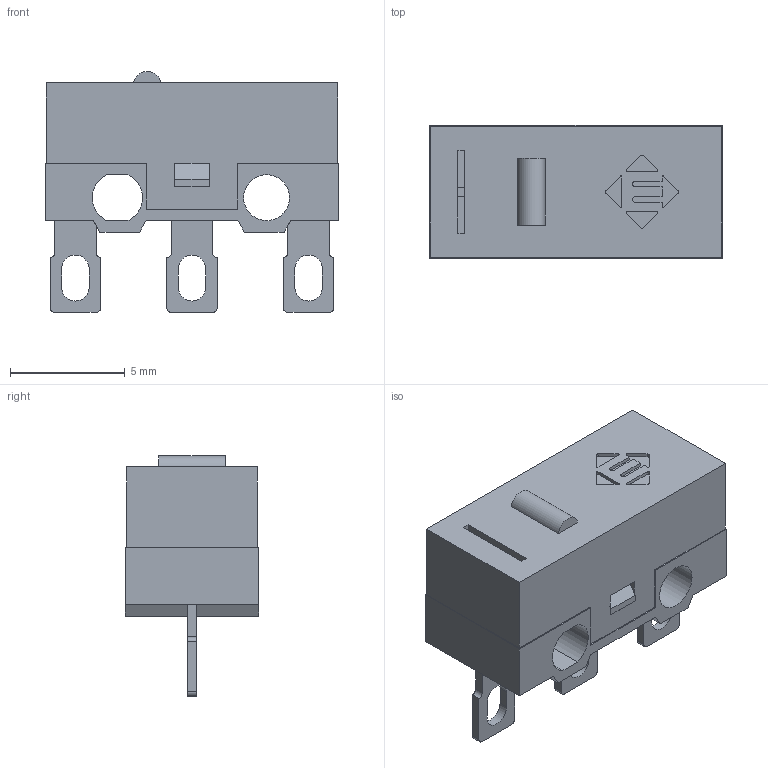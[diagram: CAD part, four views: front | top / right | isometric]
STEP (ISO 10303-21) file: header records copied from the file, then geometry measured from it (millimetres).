
FILE_DESCRIPTION((' '),'2;1');
FILE_NAME('SS075xx00FxxxS1A.stp','2017-07-26T09:15:16',(' '),(' '),' ','ACIS',' ');
FILE_SCHEMA(('CONFIG_CONTROL_DESIGN'));
Length unit declared in the file: inch
Products named in the file (1): SS075xx00FxxxS1A.stp
Bounding box: 12.8 x 5.8 x 10.5 mm (x, y, z)
Volume: 250.3 mm3; surface area: 733.2 mm2
Topology: 1 solids, 1 shells, 174 faces, 469 edges, 310 vertices
Faces by surface type: plane 138, cylinder 36
Full cylindrical faces by diameter (mm): 2 x1
Entity records: 5529 total; most frequent: CARTESIAN_POINT 953, ORIENTED_EDGE 936, DIRECTION 894, EDGE_CURVE 468, VECTOR 392, LINE 392, VERTEX_POINT 310, AXIS2_PLACEMENT_3D 251
